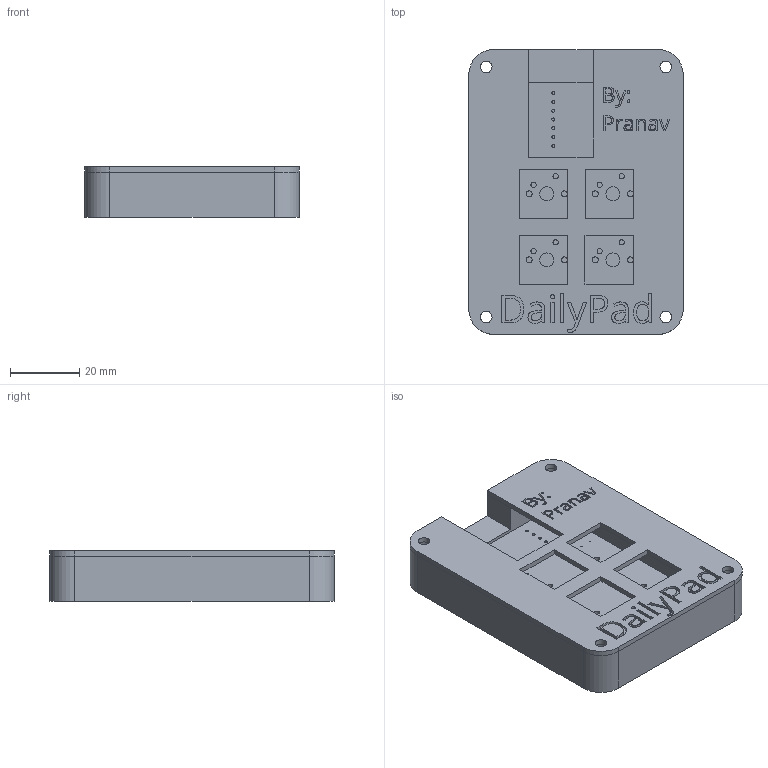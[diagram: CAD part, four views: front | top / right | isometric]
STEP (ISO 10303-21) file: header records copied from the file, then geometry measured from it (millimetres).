
FILE_DESCRIPTION(/* description */ ('STEP AP242','CAx-IF Rec.Pracs.---Representation and Presentation of Product Manufacturing Information (PMI)---4.0---2014-10-13','CAx-IF Rec.Pracs.---3D Tessellated Geometry---0.4---2014-09-14','2;1'),/* implementation_level */ '2;1');
FILE_NAME(/* name */ '680a8534d61ec9650d056ca2',/* time_stamp */ '2025-04-24T18:38:45Z',/* author */ (''),/* organization */ (''),/* preprocessor_version */ 'ST-DEVELOPER v20',/* originating_system */ 'ONSHAPE BY PTC INC, 1.196',/* authorisation */ ' ');
FILE_SCHEMA (('AP242_MANAGED_MODEL_BASED_3D_ENGINEERING_MIM_LF { 1 0 10303 442 1 1 4 }'));
Length unit declared in the file: metre
Products named in the file (4): fullasemmbled; DailyPad_PCB; Part 1
Assembly tree (3 placements, depth 2):
  fullasemmbled
    DailyPad_PCB
    Part 1
    Part 1
Bounding box: 61.81 x 82.1 x 14.5 mm (x, y, z)
Volume: 45474.8 mm3; surface area: 30447.4 mm2
Topology: 3 solids, 3 shells, 439 faces, 1200 edges, 800 vertices
Faces by surface type: plane 204, bspline 153, cylinder 82
Full cylindrical faces by diameter (mm): 0.3 x3, 0.889 x14, 1.5 x8, 1.7 x8, 3.4 x8, 4 x4, 6 x4
Entity records: 14416 total; most frequent: CARTESIAN_POINT 4077, ORIENTED_EDGE 2302, DIRECTION 1589, EDGE_CURVE 1151, VERTEX_POINT 800, LINE 681, VECTOR 681, EDGE_LOOP 619
